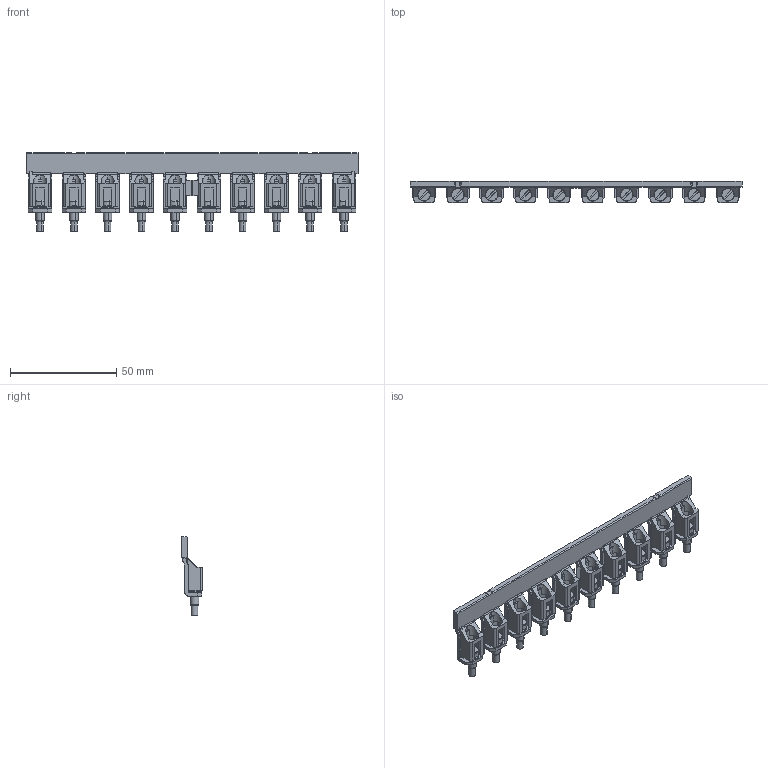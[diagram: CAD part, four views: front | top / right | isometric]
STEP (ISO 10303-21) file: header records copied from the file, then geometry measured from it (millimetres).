
FILE_DESCRIPTION(('CATIA V5 STEP Exchange','CAx-IF Rec.Pracs.--- Model Styling and Organization---1.5--- 2016-08-15','CAx-IF Rec.Pracs.---Supplemental Geometry---1.0---2011-11-01','CAx-IF Rec.Pracs.--- Composite Materials ---1.1---2010-07-15'),'2;1');
FILE_NAME ('004719-8_0', '2025-09-19T07:19:17+00:00', ('none'), ('Weidmueller'), 'CATIA Version 5-6 Release 2024 SP4', 'CATIA V5 STEP AP214 v3', 'none');
FILE_SCHEMA(('AUTOMOTIVE_DESIGN { 1 0 10303 214 1 1 1 1 }'));
Length unit declared in the file: millimetre
Products named in the file (1): WQV 35/10_AllCATPart
Bounding box: 156.35 x 9.85 x 37.1 mm (x, y, z)
Volume: 12701.2 mm3; surface area: 19023.8 mm2
Topology: 31 solids, 31 shells, 929 faces, 2513 edges, 1636 vertices
Faces by surface type: plane 545, cylinder 224, cone 100, torus 60
Entity records: 29327 total; most frequent: CARTESIAN_POINT 7443, ORIENTED_EDGE 5026, DIRECTION 3591, EDGE_CURVE 2513, VECTOR 1725, LINE 1725, VERTEX_POINT 1636, AXIS2_PLACEMENT_3D 1207
